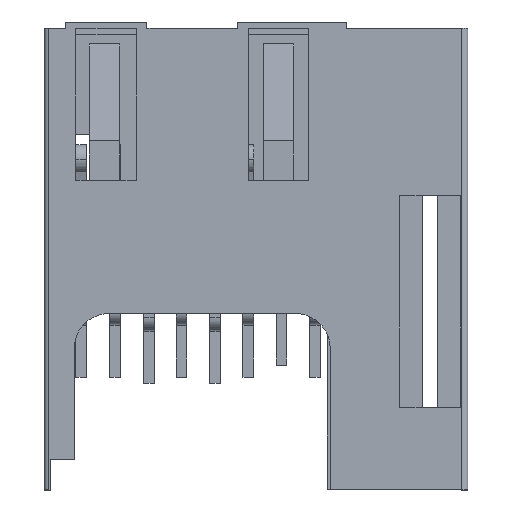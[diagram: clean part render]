
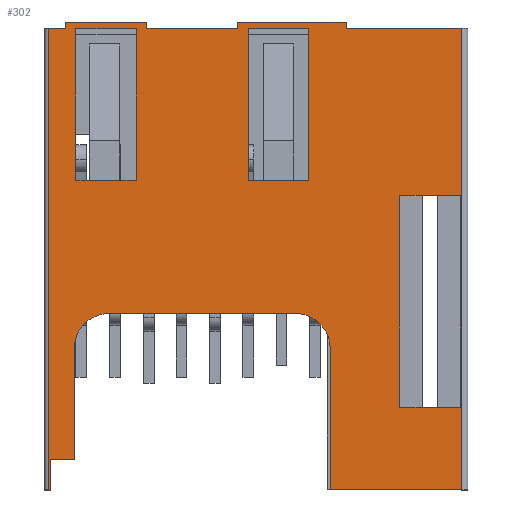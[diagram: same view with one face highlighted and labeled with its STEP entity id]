
A CAD part, top view. The second image highlights one B-rep face of the part: STEP entity #302.
In plain terms, the highlighted planar face has unit normal (0, 0, 1).
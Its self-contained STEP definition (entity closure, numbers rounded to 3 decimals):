
#41 = VERTEX_POINT('',#42);
#42 = CARTESIAN_POINT('',(-4.5,2.5,1.88));
#105 = VERTEX_POINT('',#106);
#106 = CARTESIAN_POINT('',(-5.5,2.5,1.88));
#114 = EDGE_CURVE('',#105,#41,#115,.T.);
#115 = LINE('',#116,#117);
#116 = CARTESIAN_POINT('',(-5.5,2.5,1.88));
#117 = VECTOR('',#118,1.);
#118 = DIRECTION('',(1.,0.,0.));
#162 = VERTEX_POINT('',#163);
#163 = CARTESIAN_POINT('',(-3.95,2.5,1.88));
#176 = EDGE_CURVE('',#162,#41,#177,.T.);
#177 = LINE('',#178,#179);
#178 = CARTESIAN_POINT('',(-6.475,2.5,1.88));
#179 = VECTOR('',#180,1.);
#180 = DIRECTION('',(-1.,0.,0.));
#302 = ADVANCED_FACE('',(#303,#467,#501,#535),#569,.T.);
#303 = FACE_BOUND('',#304,.T.);
#304 = EDGE_LOOP('',(#305,#315,#323,#331,#339,#348,#356,#365,#373,#381,
    #389,#397,#405,#413,#421,#429,#437,#445,#453,#461));
#305 = ORIENTED_EDGE('',*,*,#306,.T.);
#306 = EDGE_CURVE('',#307,#309,#311,.T.);
#307 = VERTEX_POINT('',#308);
#308 = CARTESIAN_POINT('',(-6.85,-7.725,1.88));
#309 = VERTEX_POINT('',#310);
#310 = CARTESIAN_POINT('',(-6.8,-7.725,1.88));
#311 = LINE('',#312,#313);
#312 = CARTESIAN_POINT('',(-7.,-7.725,1.88));
#313 = VECTOR('',#314,1.);
#314 = DIRECTION('',(1.,0.,0.));
#315 = ORIENTED_EDGE('',*,*,#316,.T.);
#316 = EDGE_CURVE('',#309,#317,#319,.T.);
#317 = VERTEX_POINT('',#318);
#318 = CARTESIAN_POINT('',(-6.8,-6.725,1.88));
#319 = LINE('',#320,#321);
#320 = CARTESIAN_POINT('',(-6.8,-7.725,1.88));
#321 = VECTOR('',#322,1.);
#322 = DIRECTION('',(0.,1.,0.));
#323 = ORIENTED_EDGE('',*,*,#324,.F.);
#324 = EDGE_CURVE('',#325,#317,#327,.T.);
#325 = VERTEX_POINT('',#326);
#326 = CARTESIAN_POINT('',(-6.,-6.725,1.88));
#327 = LINE('',#328,#329);
#328 = CARTESIAN_POINT('',(-6.9,-6.725,1.88));
#329 = VECTOR('',#330,1.);
#330 = DIRECTION('',(-1.,0.,0.));
#331 = ORIENTED_EDGE('',*,*,#332,.T.);
#332 = EDGE_CURVE('',#325,#333,#335,.T.);
#333 = VERTEX_POINT('',#334);
#334 = CARTESIAN_POINT('',(-6.,-3.05,1.88));
#335 = LINE('',#336,#337);
#336 = CARTESIAN_POINT('',(-6.,-7.763,1.88));
#337 = VECTOR('',#338,1.);
#338 = DIRECTION('',(0.,1.,0.));
#339 = ORIENTED_EDGE('',*,*,#340,.T.);
#340 = EDGE_CURVE('',#333,#341,#343,.T.);
#341 = VERTEX_POINT('',#342);
#342 = CARTESIAN_POINT('',(-4.85,-1.9,1.88));
#343 = CIRCLE('',#344,1.15);
#344 = AXIS2_PLACEMENT_3D('',#345,#346,#347);
#345 = CARTESIAN_POINT('',(-4.85,-3.05,1.88));
#346 = DIRECTION('',(-0.,-0.,-1.));
#347 = DIRECTION('',(0.,-1.,0.));
#348 = ORIENTED_EDGE('',*,*,#349,.F.);
#349 = EDGE_CURVE('',#350,#341,#352,.T.);
#350 = VERTEX_POINT('',#351);
#351 = CARTESIAN_POINT('',(1.3,-1.9,1.88));
#352 = LINE('',#353,#354);
#353 = CARTESIAN_POINT('',(-6.5,-1.9,1.88));
#354 = VECTOR('',#355,1.);
#355 = DIRECTION('',(-1.,0.,0.));
#356 = ORIENTED_EDGE('',*,*,#357,.F.);
#357 = EDGE_CURVE('',#358,#350,#360,.T.);
#358 = VERTEX_POINT('',#359);
#359 = CARTESIAN_POINT('',(2.45,-3.05,1.88));
#360 = CIRCLE('',#361,1.15);
#361 = AXIS2_PLACEMENT_3D('',#362,#363,#364);
#362 = CARTESIAN_POINT('',(1.3,-3.05,1.88));
#363 = DIRECTION('',(-0.,0.,1.));
#364 = DIRECTION('',(0.,-1.,0.));
#365 = ORIENTED_EDGE('',*,*,#366,.F.);
#366 = EDGE_CURVE('',#367,#358,#369,.T.);
#367 = VERTEX_POINT('',#368);
#368 = CARTESIAN_POINT('',(2.45,-7.725,1.88));
#369 = LINE('',#370,#371);
#370 = CARTESIAN_POINT('',(2.45,-7.763,1.88));
#371 = VECTOR('',#372,1.);
#372 = DIRECTION('',(0.,1.,0.));
#373 = ORIENTED_EDGE('',*,*,#374,.T.);
#374 = EDGE_CURVE('',#367,#375,#377,.T.);
#375 = VERTEX_POINT('',#376);
#376 = CARTESIAN_POINT('',(6.8,-7.725,1.88));
#377 = LINE('',#378,#379);
#378 = CARTESIAN_POINT('',(-7.,-7.725,1.88));
#379 = VECTOR('',#380,1.);
#380 = DIRECTION('',(1.,0.,0.));
#381 = ORIENTED_EDGE('',*,*,#382,.T.);
#382 = EDGE_CURVE('',#375,#383,#385,.T.);
#383 = VERTEX_POINT('',#384);
#384 = CARTESIAN_POINT('',(6.8,7.525,1.88));
#385 = LINE('',#386,#387);
#386 = CARTESIAN_POINT('',(6.8,-7.725,1.88));
#387 = VECTOR('',#388,1.);
#388 = DIRECTION('',(0.,1.,0.));
#389 = ORIENTED_EDGE('',*,*,#390,.T.);
#390 = EDGE_CURVE('',#383,#391,#393,.T.);
#391 = VERTEX_POINT('',#392);
#392 = CARTESIAN_POINT('',(3.,7.525,1.88));
#393 = LINE('',#394,#395);
#394 = CARTESIAN_POINT('',(-2.,7.525,1.88));
#395 = VECTOR('',#396,1.);
#396 = DIRECTION('',(-1.,0.,0.));
#397 = ORIENTED_EDGE('',*,*,#398,.T.);
#398 = EDGE_CURVE('',#391,#399,#401,.T.);
#399 = VERTEX_POINT('',#400);
#400 = CARTESIAN_POINT('',(3.,7.725,1.88));
#401 = LINE('',#402,#403);
#402 = CARTESIAN_POINT('',(3.,-0.1,1.88));
#403 = VECTOR('',#404,1.);
#404 = DIRECTION('',(0.,1.,0.));
#405 = ORIENTED_EDGE('',*,*,#406,.F.);
#406 = EDGE_CURVE('',#407,#399,#409,.T.);
#407 = VERTEX_POINT('',#408);
#408 = CARTESIAN_POINT('',(-0.6,7.725,1.88));
#409 = LINE('',#410,#411);
#410 = CARTESIAN_POINT('',(-7.,7.725,1.88));
#411 = VECTOR('',#412,1.);
#412 = DIRECTION('',(1.,0.,0.));
#413 = ORIENTED_EDGE('',*,*,#414,.F.);
#414 = EDGE_CURVE('',#415,#407,#417,.T.);
#415 = VERTEX_POINT('',#416);
#416 = CARTESIAN_POINT('',(-0.6,7.525,1.88));
#417 = LINE('',#418,#419);
#418 = CARTESIAN_POINT('',(-0.6,-0.1,1.88));
#419 = VECTOR('',#420,1.);
#420 = DIRECTION('',(0.,1.,0.));
#421 = ORIENTED_EDGE('',*,*,#422,.T.);
#422 = EDGE_CURVE('',#415,#423,#425,.T.);
#423 = VERTEX_POINT('',#424);
#424 = CARTESIAN_POINT('',(-3.6,7.525,1.88));
#425 = LINE('',#426,#427);
#426 = CARTESIAN_POINT('',(-5.3,7.525,1.88));
#427 = VECTOR('',#428,1.);
#428 = DIRECTION('',(-1.,0.,0.));
#429 = ORIENTED_EDGE('',*,*,#430,.T.);
#430 = EDGE_CURVE('',#423,#431,#433,.T.);
#431 = VERTEX_POINT('',#432);
#432 = CARTESIAN_POINT('',(-3.6,7.725,1.88));
#433 = LINE('',#434,#435);
#434 = CARTESIAN_POINT('',(-3.6,-0.1,1.88));
#435 = VECTOR('',#436,1.);
#436 = DIRECTION('',(0.,1.,0.));
#437 = ORIENTED_EDGE('',*,*,#438,.F.);
#438 = EDGE_CURVE('',#439,#431,#441,.T.);
#439 = VERTEX_POINT('',#440);
#440 = CARTESIAN_POINT('',(-6.3,7.725,1.88));
#441 = LINE('',#442,#443);
#442 = CARTESIAN_POINT('',(-7.,7.725,1.88));
#443 = VECTOR('',#444,1.);
#444 = DIRECTION('',(1.,0.,0.));
#445 = ORIENTED_EDGE('',*,*,#446,.F.);
#446 = EDGE_CURVE('',#447,#439,#449,.T.);
#447 = VERTEX_POINT('',#448);
#448 = CARTESIAN_POINT('',(-6.3,7.5,1.88));
#449 = LINE('',#450,#451);
#450 = CARTESIAN_POINT('',(-6.3,-0.113,1.88));
#451 = VECTOR('',#452,1.);
#452 = DIRECTION('',(0.,1.,0.));
#453 = ORIENTED_EDGE('',*,*,#454,.T.);
#454 = EDGE_CURVE('',#447,#455,#457,.T.);
#455 = VERTEX_POINT('',#456);
#456 = CARTESIAN_POINT('',(-6.85,7.5,1.88));
#457 = LINE('',#458,#459);
#458 = CARTESIAN_POINT('',(-7.,7.5,1.88));
#459 = VECTOR('',#460,1.);
#460 = DIRECTION('',(-1.,0.,0.));
#461 = ORIENTED_EDGE('',*,*,#462,.F.);
#462 = EDGE_CURVE('',#307,#455,#463,.T.);
#463 = LINE('',#464,#465);
#464 = CARTESIAN_POINT('',(-6.85,-7.725,1.88));
#465 = VECTOR('',#466,1.);
#466 = DIRECTION('',(0.,1.,0.));
#467 = FACE_BOUND('',#468,.T.);
#468 = EDGE_LOOP('',(#469,#479,#487,#495));
#469 = ORIENTED_EDGE('',*,*,#470,.T.);
#470 = EDGE_CURVE('',#471,#473,#475,.T.);
#471 = VERTEX_POINT('',#472);
#472 = CARTESIAN_POINT('',(6.75,-5.,1.88));
#473 = VERTEX_POINT('',#474);
#474 = CARTESIAN_POINT('',(4.75,-5.,1.88));
#475 = LINE('',#476,#477);
#476 = CARTESIAN_POINT('',(-1.125,-5.,1.88));
#477 = VECTOR('',#478,1.);
#478 = DIRECTION('',(-1.,0.,0.));
#479 = ORIENTED_EDGE('',*,*,#480,.T.);
#480 = EDGE_CURVE('',#473,#481,#483,.T.);
#481 = VERTEX_POINT('',#482);
#482 = CARTESIAN_POINT('',(4.75,2.,1.88));
#483 = LINE('',#484,#485);
#484 = CARTESIAN_POINT('',(4.75,-6.363,1.88));
#485 = VECTOR('',#486,1.);
#486 = DIRECTION('',(0.,1.,0.));
#487 = ORIENTED_EDGE('',*,*,#488,.F.);
#488 = EDGE_CURVE('',#489,#481,#491,.T.);
#489 = VERTEX_POINT('',#490);
#490 = CARTESIAN_POINT('',(6.75,2.,1.88));
#491 = LINE('',#492,#493);
#492 = CARTESIAN_POINT('',(-1.125,2.,1.88));
#493 = VECTOR('',#494,1.);
#494 = DIRECTION('',(-1.,0.,0.));
#495 = ORIENTED_EDGE('',*,*,#496,.F.);
#496 = EDGE_CURVE('',#471,#489,#497,.T.);
#497 = LINE('',#498,#499);
#498 = CARTESIAN_POINT('',(6.75,-6.363,1.88));
#499 = VECTOR('',#500,1.);
#500 = DIRECTION('',(0.,1.,0.));
#501 = FACE_BOUND('',#502,.T.);
#502 = EDGE_LOOP('',(#503,#504,#505,#513,#521,#529));
#503 = ORIENTED_EDGE('',*,*,#176,.T.);
#504 = ORIENTED_EDGE('',*,*,#114,.F.);
#505 = ORIENTED_EDGE('',*,*,#506,.T.);
#506 = EDGE_CURVE('',#105,#507,#509,.T.);
#507 = VERTEX_POINT('',#508);
#508 = CARTESIAN_POINT('',(-5.95,2.5,1.88));
#509 = LINE('',#510,#511);
#510 = CARTESIAN_POINT('',(-6.475,2.5,1.88));
#511 = VECTOR('',#512,1.);
#512 = DIRECTION('',(-1.,0.,0.));
#513 = ORIENTED_EDGE('',*,*,#514,.T.);
#514 = EDGE_CURVE('',#507,#515,#517,.T.);
#515 = VERTEX_POINT('',#516);
#516 = CARTESIAN_POINT('',(-5.95,7.5,1.88));
#517 = LINE('',#518,#519);
#518 = CARTESIAN_POINT('',(-5.95,-2.613,1.88));
#519 = VECTOR('',#520,1.);
#520 = DIRECTION('',(0.,1.,0.));
#521 = ORIENTED_EDGE('',*,*,#522,.F.);
#522 = EDGE_CURVE('',#523,#515,#525,.T.);
#523 = VERTEX_POINT('',#524);
#524 = CARTESIAN_POINT('',(-3.95,7.5,1.88));
#525 = LINE('',#526,#527);
#526 = CARTESIAN_POINT('',(-6.475,7.5,1.88));
#527 = VECTOR('',#528,1.);
#528 = DIRECTION('',(-1.,0.,0.));
#529 = ORIENTED_EDGE('',*,*,#530,.F.);
#530 = EDGE_CURVE('',#162,#523,#531,.T.);
#531 = LINE('',#532,#533);
#532 = CARTESIAN_POINT('',(-3.95,-2.613,1.88));
#533 = VECTOR('',#534,1.);
#534 = DIRECTION('',(0.,1.,0.));
#535 = FACE_BOUND('',#536,.T.);
#536 = EDGE_LOOP('',(#537,#547,#555,#563));
#537 = ORIENTED_EDGE('',*,*,#538,.T.);
#538 = EDGE_CURVE('',#539,#541,#543,.T.);
#539 = VERTEX_POINT('',#540);
#540 = CARTESIAN_POINT('',(1.75,2.5,1.88));
#541 = VERTEX_POINT('',#542);
#542 = CARTESIAN_POINT('',(-0.25,2.5,1.88));
#543 = LINE('',#544,#545);
#544 = CARTESIAN_POINT('',(-3.625,2.5,1.88));
#545 = VECTOR('',#546,1.);
#546 = DIRECTION('',(-1.,0.,0.));
#547 = ORIENTED_EDGE('',*,*,#548,.T.);
#548 = EDGE_CURVE('',#541,#549,#551,.T.);
#549 = VERTEX_POINT('',#550);
#550 = CARTESIAN_POINT('',(-0.25,7.5,1.88));
#551 = LINE('',#552,#553);
#552 = CARTESIAN_POINT('',(-0.25,-2.613,1.88));
#553 = VECTOR('',#554,1.);
#554 = DIRECTION('',(0.,1.,0.));
#555 = ORIENTED_EDGE('',*,*,#556,.F.);
#556 = EDGE_CURVE('',#557,#549,#559,.T.);
#557 = VERTEX_POINT('',#558);
#558 = CARTESIAN_POINT('',(1.75,7.5,1.88));
#559 = LINE('',#560,#561);
#560 = CARTESIAN_POINT('',(-3.625,7.5,1.88));
#561 = VECTOR('',#562,1.);
#562 = DIRECTION('',(-1.,0.,0.));
#563 = ORIENTED_EDGE('',*,*,#564,.F.);
#564 = EDGE_CURVE('',#539,#557,#565,.T.);
#565 = LINE('',#566,#567);
#566 = CARTESIAN_POINT('',(1.75,-2.613,1.88));
#567 = VECTOR('',#568,1.);
#568 = DIRECTION('',(0.,1.,0.));
#569 = PLANE('',#570);
#570 = AXIS2_PLACEMENT_3D('',#571,#572,#573);
#571 = CARTESIAN_POINT('',(-7.,-7.725,1.88));
#572 = DIRECTION('',(0.,0.,1.));
#573 = DIRECTION('',(1.,0.,0.));
